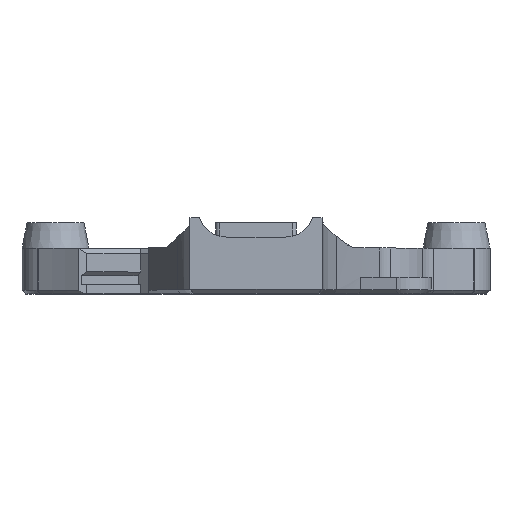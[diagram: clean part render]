
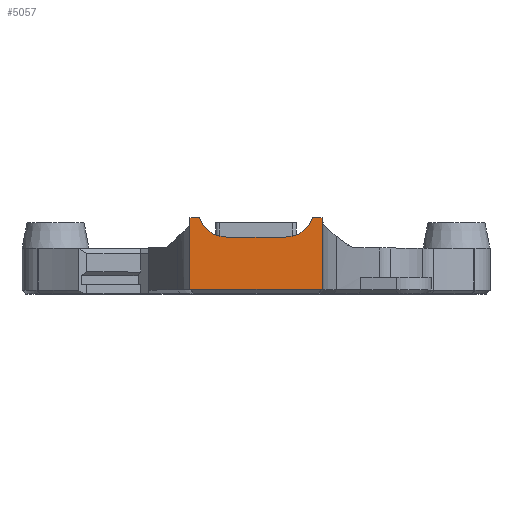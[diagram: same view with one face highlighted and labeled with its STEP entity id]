
A CAD part, top view. The second image highlights one B-rep face of the part: STEP entity #5057.
In plain terms, the highlighted face is planar.
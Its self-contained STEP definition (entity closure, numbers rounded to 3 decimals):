
#247=PLANE('',#5612);
#516=FACE_OUTER_BOUND('',#826,.T.);
#826=EDGE_LOOP('',(#4569,#4570,#4571,#4572,#4573,#4574,#4575,#4576));
#965=CIRCLE('',#5244,3.131);
#1095=CIRCLE('',#5584,3.131);
#1190=LINE('',#7593,#1649);
#1236=LINE('',#7750,#1695);
#1533=LINE('',#8651,#1992);
#1551=LINE('',#8777,#2010);
#1552=LINE('',#8780,#2011);
#1553=LINE('',#8781,#2012);
#1649=VECTOR('',#5957,1000.);
#1695=VECTOR('',#6097,1000.);
#1992=VECTOR('',#7028,1000.);
#2010=VECTOR('',#7112,1000.);
#2011=VECTOR('',#7115,1000.);
#2012=VECTOR('',#7116,1000.);
#2200=VERTEX_POINT('',#7590);
#2201=VERTEX_POINT('',#7592);
#2235=VERTEX_POINT('',#7701);
#2248=VERTEX_POINT('',#7747);
#2476=VERTEX_POINT('',#8645);
#2478=VERTEX_POINT('',#8649);
#2494=VERTEX_POINT('',#8775);
#2495=VERTEX_POINT('',#8779);
#2671=EDGE_CURVE('',#2201,#2200,#1190,.T.);
#2719=EDGE_CURVE('',#2200,#2235,#965,.T.);
#2743=EDGE_CURVE('',#2235,#2248,#1236,.T.);
#3167=EDGE_CURVE('',#2476,#2478,#1533,.T.);
#3173=EDGE_CURVE('',#2201,#2478,#1095,.T.);
#3206=EDGE_CURVE('',#2476,#2494,#1551,.T.);
#3207=EDGE_CURVE('',#2494,#2495,#1552,.T.);
#3208=EDGE_CURVE('',#2248,#2495,#1553,.T.);
#4569=ORIENTED_EDGE('',*,*,#3207,.F.);
#4570=ORIENTED_EDGE('',*,*,#3206,.F.);
#4571=ORIENTED_EDGE('',*,*,#3167,.T.);
#4572=ORIENTED_EDGE('',*,*,#3173,.F.);
#4573=ORIENTED_EDGE('',*,*,#2671,.T.);
#4574=ORIENTED_EDGE('',*,*,#2719,.T.);
#4575=ORIENTED_EDGE('',*,*,#2743,.T.);
#4576=ORIENTED_EDGE('',*,*,#3208,.T.);
#5057=ADVANCED_FACE('',(#516),#247,.T.);
#5244=AXIS2_PLACEMENT_3D('',#7703,#6046,#6047);
#5584=AXIS2_PLACEMENT_3D('',#8677,#7043,#7044);
#5612=AXIS2_PLACEMENT_3D('',#8778,#7113,#7114);
#5957=DIRECTION('',(-1.,0.,0.));
#6046=DIRECTION('center_axis',(0.,1.,0.));
#6047=DIRECTION('ref_axis',(0.958,0.,-0.286));
#6097=DIRECTION('',(-1.,0.,0.));
#7028=DIRECTION('',(-1.,0.,0.));
#7043=DIRECTION('center_axis',(0.,-1.,0.));
#7044=DIRECTION('ref_axis',(-0.958,0.,-0.286));
#7112=DIRECTION('',(0.,0.,-1.));
#7113=DIRECTION('center_axis',(0.,-1.,0.));
#7114=DIRECTION('ref_axis',(-1.,0.,0.));
#7115=DIRECTION('',(-1.,0.,0.));
#7116=DIRECTION('',(0.,0.,-1.));
#7590=CARTESIAN_POINT('',(-4.724,-39.559,6.129));
#7592=CARTESIAN_POINT('',(1.72,-39.559,6.129));
#7593=CARTESIAN_POINT('',(-4.281,-39.559,6.129));
#7701=CARTESIAN_POINT('',(-7.691,-39.559,8.264));
#7703=CARTESIAN_POINT('Origin',(-4.723,-39.559,9.26));
#7747=CARTESIAN_POINT('',(-8.723,-39.559,8.264));
#7750=CARTESIAN_POINT('',(-0.282,-39.559,8.264));
#8645=CARTESIAN_POINT('',(5.718,-39.559,8.264));
#8649=CARTESIAN_POINT('',(4.686,-39.559,8.264));
#8651=CARTESIAN_POINT('',(3.287,-39.559,8.264));
#8677=CARTESIAN_POINT('Origin',(1.718,-39.559,9.26));
#8775=CARTESIAN_POINT('',(5.718,-39.559,0.4));
#8777=CARTESIAN_POINT('',(5.718,-39.559,2.5));
#8778=CARTESIAN_POINT('Origin',(-0.282,-39.559,2.5));
#8779=CARTESIAN_POINT('',(-8.723,-39.559,0.4));
#8780=CARTESIAN_POINT('',(0.111,-39.559,0.4));
#8781=CARTESIAN_POINT('',(-8.723,-39.559,2.5));
